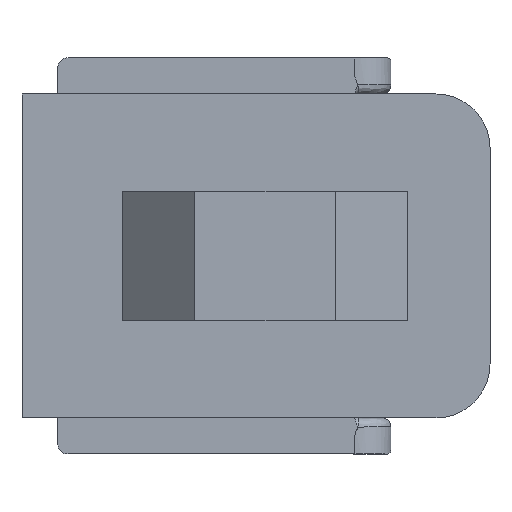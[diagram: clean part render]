
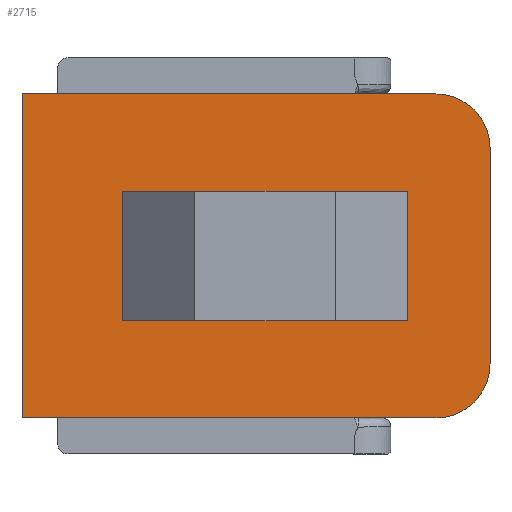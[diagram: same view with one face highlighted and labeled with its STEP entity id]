
A CAD part, left-side view. The second image highlights one B-rep face of the part: STEP entity #2715.
In plain terms, the highlighted planar face has unit normal (-1, 0, 0).
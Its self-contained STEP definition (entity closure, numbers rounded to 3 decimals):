
#38 = VERTEX_POINT ( 'NONE', #3094 ) ;
#57 = CIRCLE ( 'NONE', #3296, 4.7 ) ;
#95 = LINE ( 'NONE', #1365, #3492 ) ;
#112 = DIRECTION ( 'NONE',  ( 0., 0., 1. ) ) ;
#136 = VERTEX_POINT ( 'NONE', #7553 ) ;
#364 = LINE ( 'NONE', #7066, #3576 ) ;
#486 = VECTOR ( 'NONE', #4932, 1000. ) ;
#619 = VECTOR ( 'NONE', #3126, 1000. ) ;
#656 = VERTEX_POINT ( 'NONE', #1183 ) ;
#741 = AXIS2_PLACEMENT_3D ( 'NONE', #1032, #5491, #1672 ) ;
#802 = VERTEX_POINT ( 'NONE', #6962 ) ;
#1006 = DIRECTION ( 'NONE',  ( 0., 0., -1. ) ) ;
#1032 = CARTESIAN_POINT ( 'NONE',  ( -21., 2., 20. ) ) ;
#1113 = CARTESIAN_POINT ( 'NONE',  ( -21., 2., 2. ) ) ;
#1183 = CARTESIAN_POINT ( 'NONE',  ( -21., -24., 17. ) ) ;
#1294 = CARTESIAN_POINT ( 'NONE',  ( -21., -12.2, 7.6 ) ) ;
#1365 = CARTESIAN_POINT ( 'NONE',  ( -21., 2., 20. ) ) ;
#1373 = DIRECTION ( 'NONE',  ( -1., 0., 0. ) ) ;
#1513 = CARTESIAN_POINT ( 'NONE',  ( -21., -21., 17. ) ) ;
#1636 = VERTEX_POINT ( 'NONE', #3098 ) ;
#1646 = CARTESIAN_POINT ( 'NONE',  ( -21., -15.5, 20. ) ) ;
#1672 = DIRECTION ( 'NONE',  ( 0., -1., 0. ) ) ;
#1717 = AXIS2_PLACEMENT_3D ( 'NONE', #1513, #5977, #2166 ) ;
#1791 = ORIENTED_EDGE ( 'NONE', *, *, #6961, .T. ) ;
#2027 = ORIENTED_EDGE ( 'NONE', *, *, #7920, .T. ) ;
#2096 = VERTEX_POINT ( 'NONE', #3007 ) ;
#2166 = DIRECTION ( 'NONE',  ( 0., 1., 0. ) ) ;
#2291 = PLANE ( 'NONE',  #741 ) ;
#2323 = CARTESIAN_POINT ( 'NONE',  ( -21., -21., 2. ) ) ;
#2353 = CARTESIAN_POINT ( 'NONE',  ( -21., -7.5, 14.4 ) ) ;
#2522 = ORIENTED_EDGE ( 'NONE', *, *, #2837, .T. ) ;
#2574 = VECTOR ( 'NONE', #1006, 1000. ) ;
#2715 = ADVANCED_FACE ( 'NONE', ( #5624, #7327 ), #2291, .T. ) ;
#2717 = VERTEX_POINT ( 'NONE', #2323 ) ;
#2753 = LINE ( 'NONE', #3541, #6137 ) ;
#2837 = EDGE_CURVE ( 'NONE', #2096, #6505, #95, .T. ) ;
#3007 = CARTESIAN_POINT ( 'NONE',  ( -21., -21., 20. ) ) ;
#3073 = VERTEX_POINT ( 'NONE', #2353 ) ;
#3094 = CARTESIAN_POINT ( 'NONE',  ( -21., -24., 5. ) ) ;
#3098 = CARTESIAN_POINT ( 'NONE',  ( -21., -15.5, 9.7 ) ) ;
#3106 = EDGE_CURVE ( 'NONE', #802, #2717, #3896, .T. ) ;
#3126 = DIRECTION ( 'NONE',  ( 0., 1., 0. ) ) ;
#3155 = ORIENTED_EDGE ( 'NONE', *, *, #4804, .T. ) ;
#3201 = DIRECTION ( 'NONE',  ( 1., 0., 0. ) ) ;
#3296 = AXIS2_PLACEMENT_3D ( 'NONE', #3433, #7862, #4067 ) ;
#3326 = CARTESIAN_POINT ( 'NONE',  ( -21., -7.5, 20. ) ) ;
#3352 = ORIENTED_EDGE ( 'NONE', *, *, #7981, .T. ) ;
#3433 = CARTESIAN_POINT ( 'NONE',  ( -21., -12.2, 12.3 ) ) ;
#3492 = VECTOR ( 'NONE', #3746, 1000. ) ;
#3541 = CARTESIAN_POINT ( 'NONE',  ( -21., 2., 14.4 ) ) ;
#3576 = VECTOR ( 'NONE', #3883, 1000. ) ;
#3621 = ORIENTED_EDGE ( 'NONE', *, *, #5798, .T. ) ;
#3746 = DIRECTION ( 'NONE',  ( 0., 1., 0. ) ) ;
#3766 = CARTESIAN_POINT ( 'NONE',  ( -21., 2., 7.6 ) ) ;
#3883 = DIRECTION ( 'NONE',  ( 0., 0., -1. ) ) ;
#3896 = LINE ( 'NONE', #1113, #486 ) ;
#3901 = ORIENTED_EDGE ( 'NONE', *, *, #6002, .T. ) ;
#3945 = CARTESIAN_POINT ( 'NONE',  ( -21., 2., 20. ) ) ;
#3958 = DIRECTION ( 'NONE',  ( 0., 0., 1. ) ) ;
#3992 = EDGE_CURVE ( 'NONE', #5765, #4759, #57, .T. ) ;
#4067 = DIRECTION ( 'NONE',  ( 0., 1., 0. ) ) ;
#4471 = CARTESIAN_POINT ( 'NONE',  ( -21., -7.5, 12.3 ) ) ;
#4501 = ORIENTED_EDGE ( 'NONE', *, *, #3106, .T. ) ;
#4554 = ORIENTED_EDGE ( 'NONE', *, *, #7080, .T. ) ;
#4579 = VECTOR ( 'NONE', #3958, 1000. ) ;
#4724 = VECTOR ( 'NONE', #112, 1000. ) ;
#4731 = EDGE_LOOP ( 'NONE', ( #4964, #4554, #3901, #1791, #4736, #2027 ) ) ;
#4736 = ORIENTED_EDGE ( 'NONE', *, *, #3992, .T. ) ;
#4759 = VERTEX_POINT ( 'NONE', #4471 ) ;
#4804 = EDGE_CURVE ( 'NONE', #6505, #802, #364, .T. ) ;
#4859 = CIRCLE ( 'NONE', #1717, 3. ) ;
#4932 = DIRECTION ( 'NONE',  ( 0., -1., 0. ) ) ;
#4964 = ORIENTED_EDGE ( 'NONE', *, *, #5958, .T. ) ;
#5115 = CIRCLE ( 'NONE', #6650, 4.7 ) ;
#5208 = CARTESIAN_POINT ( 'NONE',  ( -21., -21., 5. ) ) ;
#5345 = CIRCLE ( 'NONE', #7475, 3. ) ;
#5491 = DIRECTION ( 'NONE',  ( -1., 0., 0. ) ) ;
#5624 = FACE_BOUND ( 'NONE', #4731, .T. ) ;
#5765 = VERTEX_POINT ( 'NONE', #1294 ) ;
#5798 = EDGE_CURVE ( 'NONE', #2717, #38, #5345, .T. ) ;
#5837 = CARTESIAN_POINT ( 'NONE',  ( -21., -24., 20. ) ) ;
#5839 = DIRECTION ( 'NONE',  ( 0., 1., 0. ) ) ;
#5935 = LINE ( 'NONE', #1646, #2574 ) ;
#5958 = EDGE_CURVE ( 'NONE', #3073, #7419, #2753, .T. ) ;
#5977 = DIRECTION ( 'NONE',  ( -1., 0., 0. ) ) ;
#6002 = EDGE_CURVE ( 'NONE', #1636, #136, #5935, .T. ) ;
#6137 = VECTOR ( 'NONE', #7973, 1000. ) ;
#6424 = LINE ( 'NONE', #5837, #4724 ) ;
#6444 = EDGE_CURVE ( 'NONE', #38, #656, #6424, .T. ) ;
#6505 = VERTEX_POINT ( 'NONE', #3945 ) ;
#6619 = EDGE_LOOP ( 'NONE', ( #2522, #3155, #4501, #3621, #7755, #3352 ) ) ;
#6650 = AXIS2_PLACEMENT_3D ( 'NONE', #7007, #3201, #7642 ) ;
#6961 = EDGE_CURVE ( 'NONE', #136, #5765, #7379, .T. ) ;
#6962 = CARTESIAN_POINT ( 'NONE',  ( -21., 2., 2. ) ) ;
#7007 = CARTESIAN_POINT ( 'NONE',  ( -21., -10.8, 9.7 ) ) ;
#7066 = CARTESIAN_POINT ( 'NONE',  ( -21., 2., 20. ) ) ;
#7080 = EDGE_CURVE ( 'NONE', #7419, #1636, #5115, .T. ) ;
#7327 = FACE_OUTER_BOUND ( 'NONE', #6619, .T. ) ;
#7379 = LINE ( 'NONE', #3766, #619 ) ;
#7419 = VERTEX_POINT ( 'NONE', #7493 ) ;
#7475 = AXIS2_PLACEMENT_3D ( 'NONE', #5208, #1373, #5839 ) ;
#7493 = CARTESIAN_POINT ( 'NONE',  ( -21., -10.8, 14.4 ) ) ;
#7553 = CARTESIAN_POINT ( 'NONE',  ( -21., -15.5, 7.6 ) ) ;
#7642 = DIRECTION ( 'NONE',  ( 0., 1., 0. ) ) ;
#7755 = ORIENTED_EDGE ( 'NONE', *, *, #6444, .T. ) ;
#7862 = DIRECTION ( 'NONE',  ( 1., 0., 0. ) ) ;
#7920 = EDGE_CURVE ( 'NONE', #4759, #3073, #7926, .T. ) ;
#7926 = LINE ( 'NONE', #3326, #4579 ) ;
#7973 = DIRECTION ( 'NONE',  ( 0., -1., 0. ) ) ;
#7981 = EDGE_CURVE ( 'NONE', #656, #2096, #4859, .T. ) ;
